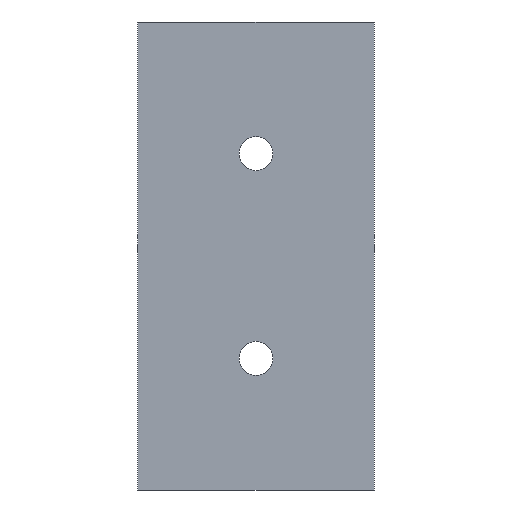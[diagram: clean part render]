
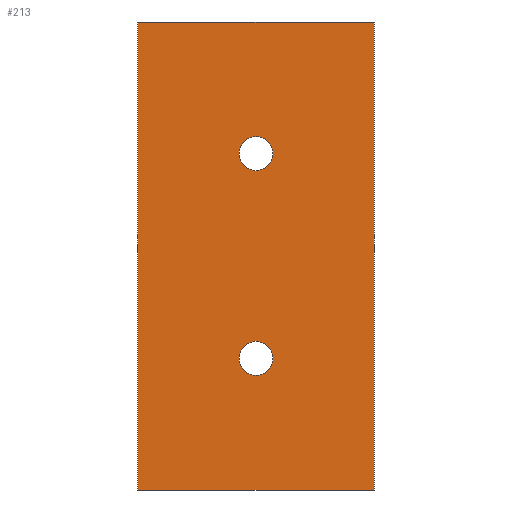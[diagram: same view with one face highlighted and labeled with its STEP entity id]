
A CAD part, front view. The second image highlights one B-rep face of the part: STEP entity #213.
In plain terms, the highlighted planar face has unit normal (0, -1, 0).
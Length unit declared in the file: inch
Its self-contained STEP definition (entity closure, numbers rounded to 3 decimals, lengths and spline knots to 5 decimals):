
#1 = EDGE_CURVE ( 'NONE', #360, #345, #56, .T. ) ;
#2 = AXIS2_PLACEMENT_3D ( 'NONE', #378, #373, #374 ) ;
#6 = EDGE_CURVE ( 'NONE', #376, #357, #149, .T. ) ;
#7 = AXIS2_PLACEMENT_3D ( 'NONE', #342, #350, #349 ) ;
#11 = EDGE_CURVE ( 'NONE', #359, #360, #85, .T. ) ;
#13 = AXIS2_PLACEMENT_3D ( 'NONE', #330, #327, #328 ) ;
#17 = EDGE_CURVE ( 'NONE', #364, #361, #118, .T. ) ;
#22 = EDGE_CURVE ( 'NONE', #365, #345, #90, .T. ) ;
#24 = EDGE_CURVE ( 'NONE', #361, #364, #123, .T. ) ;
#25 = EDGE_CURVE ( 'NONE', #359, #365, #167, .T. ) ;
#27 = EDGE_CURVE ( 'NONE', #357, #376, #103, .T. ) ;
#36 = AXIS2_PLACEMENT_3D ( 'NONE', #325, #226, #294 ) ;
#40 = FACE_BOUND ( 'NONE', #69, .T. ) ;
#42 = VECTOR ( 'NONE', #353, 39.37008 ) ;
#44 = VECTOR ( 'NONE', #347, 39.37008 ) ;
#50 = ORIENTED_EDGE ( 'NONE', *, *, #6, .T. ) ;
#55 = VECTOR ( 'NONE', #381, 39.37008 ) ;
#56 = LINE ( 'NONE', #334, #55 ) ;
#69 = EDGE_LOOP ( 'NONE', ( #305, #111 ) ) ;
#70 = EDGE_LOOP ( 'NONE', ( #50, #109 ) ) ;
#85 = LINE ( 'NONE', #384, #163 ) ;
#87 = FACE_OUTER_BOUND ( 'NONE', #92, .T. ) ;
#90 = LINE ( 'NONE', #354, #42 ) ;
#92 = EDGE_LOOP ( 'NONE', ( #311, #309, #317, #320 ) ) ;
#103 = CIRCLE ( 'NONE', #36, 0.058 ) ;
#109 = ORIENTED_EDGE ( 'NONE', *, *, #27, .T. ) ;
#111 = ORIENTED_EDGE ( 'NONE', *, *, #17, .T. ) ;
#114 = FACE_BOUND ( 'NONE', #70, .T. ) ;
#118 = CIRCLE ( 'NONE', #13, 0.058 ) ;
#123 = CIRCLE ( 'NONE', #7, 0.058 ) ;
#149 = CIRCLE ( 'NONE', #2, 0.058 ) ;
#163 = VECTOR ( 'NONE', #385, 39.37008 ) ;
#167 = LINE ( 'NONE', #348, #44 ) ;
#181 = AXIS2_PLACEMENT_3D ( 'NONE', #225, #266, #235 ) ;
#213 = ADVANCED_FACE ( 'NONE', ( #40, #114, #87 ), #259, .F. ) ;
#222 = CARTESIAN_POINT ( 'NONE',  ( 0., -0.1125, 0.408 ) ) ;
#225 = CARTESIAN_POINT ( 'NONE',  ( -0.405, -0.1125, 0.8 ) ) ;
#226 = DIRECTION ( 'NONE',  ( 0., 1., 0. ) ) ;
#230 = CARTESIAN_POINT ( 'NONE',  ( -0.405, -0.1125, -0.8 ) ) ;
#232 = CARTESIAN_POINT ( 'NONE',  ( 0., -0.1125, -0.408 ) ) ;
#235 = DIRECTION ( 'NONE',  ( 0., 0., 1. ) ) ;
#254 = CARTESIAN_POINT ( 'NONE',  ( 0.405, -0.1125, -0.8 ) ) ;
#259 = PLANE ( 'NONE',  #181 ) ;
#266 = DIRECTION ( 'NONE',  ( 0., 1., 0. ) ) ;
#294 = DIRECTION ( 'NONE',  ( 0., 0., 1. ) ) ;
#297 = CARTESIAN_POINT ( 'NONE',  ( -0.405, -0.1125, 0.8 ) ) ;
#298 = CARTESIAN_POINT ( 'NONE',  ( 0., -0.1125, -0.292 ) ) ;
#299 = CARTESIAN_POINT ( 'NONE',  ( 0., -0.1125, 0.292 ) ) ;
#302 = CARTESIAN_POINT ( 'NONE',  ( 0.405, -0.1125, 0.8 ) ) ;
#305 = ORIENTED_EDGE ( 'NONE', *, *, #24, .T. ) ;
#309 = ORIENTED_EDGE ( 'NONE', *, *, #22, .F. ) ;
#311 = ORIENTED_EDGE ( 'NONE', *, *, #1, .T. ) ;
#317 = ORIENTED_EDGE ( 'NONE', *, *, #25, .F. ) ;
#320 = ORIENTED_EDGE ( 'NONE', *, *, #11, .T. ) ;
#325 = CARTESIAN_POINT ( 'NONE',  ( 0., -0.1125, -0.35 ) ) ;
#327 = DIRECTION ( 'NONE',  ( 0., 1., 0. ) ) ;
#328 = DIRECTION ( 'NONE',  ( 0., 0., 1. ) ) ;
#330 = CARTESIAN_POINT ( 'NONE',  ( 0., -0.1125, 0.35 ) ) ;
#334 = CARTESIAN_POINT ( 'NONE',  ( -0.405, -0.1125, -0.8 ) ) ;
#342 = CARTESIAN_POINT ( 'NONE',  ( 0., -0.1125, 0.35 ) ) ;
#345 = VERTEX_POINT ( 'NONE', #254 ) ;
#347 = DIRECTION ( 'NONE',  ( 1., 0., 0. ) ) ;
#348 = CARTESIAN_POINT ( 'NONE',  ( -0.405, -0.1125, 0.8 ) ) ;
#349 = DIRECTION ( 'NONE',  ( 0., 0., 1. ) ) ;
#350 = DIRECTION ( 'NONE',  ( 0., 1., 0. ) ) ;
#353 = DIRECTION ( 'NONE',  ( 0., 0., -1. ) ) ;
#354 = CARTESIAN_POINT ( 'NONE',  ( 0.405, -0.1125, 0.8 ) ) ;
#357 = VERTEX_POINT ( 'NONE', #232 ) ;
#359 = VERTEX_POINT ( 'NONE', #297 ) ;
#360 = VERTEX_POINT ( 'NONE', #230 ) ;
#361 = VERTEX_POINT ( 'NONE', #222 ) ;
#364 = VERTEX_POINT ( 'NONE', #299 ) ;
#365 = VERTEX_POINT ( 'NONE', #302 ) ;
#373 = DIRECTION ( 'NONE',  ( 0., 1., 0. ) ) ;
#374 = DIRECTION ( 'NONE',  ( 0., 0., 1. ) ) ;
#376 = VERTEX_POINT ( 'NONE', #298 ) ;
#378 = CARTESIAN_POINT ( 'NONE',  ( 0., -0.1125, -0.35 ) ) ;
#381 = DIRECTION ( 'NONE',  ( 1., 0., 0. ) ) ;
#384 = CARTESIAN_POINT ( 'NONE',  ( -0.405, -0.1125, 0.8 ) ) ;
#385 = DIRECTION ( 'NONE',  ( 0., 0., -1. ) ) ;
